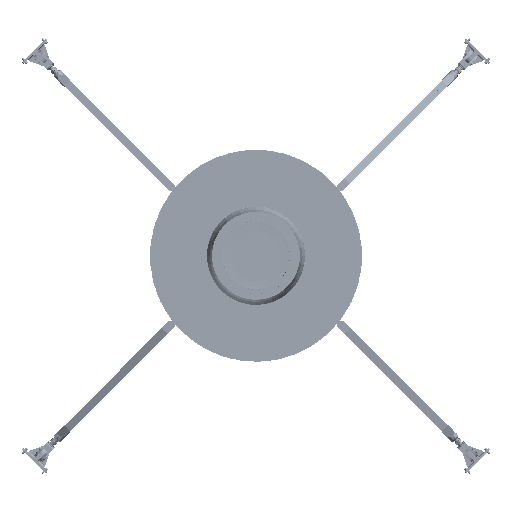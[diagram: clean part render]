
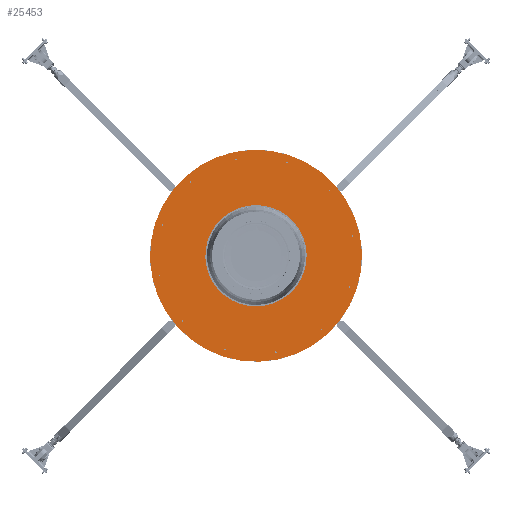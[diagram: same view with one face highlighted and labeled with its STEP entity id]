
A CAD part, top view. The second image highlights one B-rep face of the part: STEP entity #25453.
In plain terms, the highlighted planar face has unit normal (0, 0, 1).
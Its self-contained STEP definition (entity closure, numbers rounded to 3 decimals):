
#3561=FACE_BOUND('',#9344,.T.);
#3562=FACE_BOUND('',#9345,.T.);
#3563=FACE_BOUND('',#9346,.T.);
#3564=FACE_BOUND('',#9347,.T.);
#3565=FACE_BOUND('',#9348,.T.);
#3566=FACE_BOUND('',#9349,.T.);
#3567=FACE_BOUND('',#9350,.T.);
#3568=FACE_BOUND('',#9351,.T.);
#3569=FACE_BOUND('',#9352,.T.);
#3570=FACE_BOUND('',#9353,.T.);
#3571=FACE_BOUND('',#9354,.T.);
#3572=FACE_BOUND('',#9355,.T.);
#3573=FACE_BOUND('',#9356,.T.);
#4547=CIRCLE('',#28092,437.5);
#4548=CIRCLE('',#28093,437.5);
#4568=CIRCLE('',#28123,7.);
#4570=CIRCLE('',#28126,7.);
#4572=CIRCLE('',#28129,7.);
#4574=CIRCLE('',#28132,7.);
#4576=CIRCLE('',#28135,7.);
#4578=CIRCLE('',#28138,7.);
#4580=CIRCLE('',#28141,7.);
#4582=CIRCLE('',#28144,7.);
#4584=CIRCLE('',#28147,7.);
#4586=CIRCLE('',#28150,7.);
#4588=CIRCLE('',#28153,7.);
#4590=CIRCLE('',#28156,7.);
#4595=CIRCLE('',#28165,915.);
#6658=FACE_OUTER_BOUND('',#9343,.T.);
#9343=EDGE_LOOP('',(#23430));
#9344=EDGE_LOOP('',(#23431,#23432));
#9345=EDGE_LOOP('',(#23433));
#9346=EDGE_LOOP('',(#23434));
#9347=EDGE_LOOP('',(#23435));
#9348=EDGE_LOOP('',(#23436));
#9349=EDGE_LOOP('',(#23437));
#9350=EDGE_LOOP('',(#23438));
#9351=EDGE_LOOP('',(#23439));
#9352=EDGE_LOOP('',(#23440));
#9353=EDGE_LOOP('',(#23441));
#9354=EDGE_LOOP('',(#23442));
#9355=EDGE_LOOP('',(#23443));
#9356=EDGE_LOOP('',(#23444));
#14342=VERTEX_POINT('',#65559);
#14343=VERTEX_POINT('',#65560);
#14363=VERTEX_POINT('',#65611);
#14365=VERTEX_POINT('',#65616);
#14367=VERTEX_POINT('',#65621);
#14369=VERTEX_POINT('',#65626);
#14371=VERTEX_POINT('',#65631);
#14373=VERTEX_POINT('',#65636);
#14375=VERTEX_POINT('',#65641);
#14377=VERTEX_POINT('',#65646);
#14379=VERTEX_POINT('',#65651);
#14381=VERTEX_POINT('',#65656);
#14383=VERTEX_POINT('',#65661);
#14385=VERTEX_POINT('',#65666);
#14390=VERTEX_POINT('',#65680);
#17366=EDGE_CURVE('',#14342,#14343,#4547,.T.);
#17367=EDGE_CURVE('',#14343,#14342,#4548,.T.);
#17387=EDGE_CURVE('',#14363,#14363,#4568,.T.);
#17389=EDGE_CURVE('',#14365,#14365,#4570,.T.);
#17391=EDGE_CURVE('',#14367,#14367,#4572,.T.);
#17393=EDGE_CURVE('',#14369,#14369,#4574,.T.);
#17395=EDGE_CURVE('',#14371,#14371,#4576,.T.);
#17397=EDGE_CURVE('',#14373,#14373,#4578,.T.);
#17399=EDGE_CURVE('',#14375,#14375,#4580,.T.);
#17401=EDGE_CURVE('',#14377,#14377,#4582,.T.);
#17403=EDGE_CURVE('',#14379,#14379,#4584,.T.);
#17405=EDGE_CURVE('',#14381,#14381,#4586,.T.);
#17407=EDGE_CURVE('',#14383,#14383,#4588,.T.);
#17409=EDGE_CURVE('',#14385,#14385,#4590,.T.);
#17414=EDGE_CURVE('',#14390,#14390,#4595,.T.);
#23430=ORIENTED_EDGE('',*,*,#17414,.T.);
#23431=ORIENTED_EDGE('',*,*,#17367,.T.);
#23432=ORIENTED_EDGE('',*,*,#17366,.T.);
#23433=ORIENTED_EDGE('',*,*,#17387,.T.);
#23434=ORIENTED_EDGE('',*,*,#17389,.T.);
#23435=ORIENTED_EDGE('',*,*,#17391,.T.);
#23436=ORIENTED_EDGE('',*,*,#17393,.T.);
#23437=ORIENTED_EDGE('',*,*,#17395,.T.);
#23438=ORIENTED_EDGE('',*,*,#17397,.T.);
#23439=ORIENTED_EDGE('',*,*,#17399,.T.);
#23440=ORIENTED_EDGE('',*,*,#17401,.T.);
#23441=ORIENTED_EDGE('',*,*,#17403,.T.);
#23442=ORIENTED_EDGE('',*,*,#17405,.T.);
#23443=ORIENTED_EDGE('',*,*,#17407,.T.);
#23444=ORIENTED_EDGE('',*,*,#17409,.T.);
#24030=PLANE('',#28166);
#25453=ADVANCED_FACE('',(#6658,#3561,#3562,#3563,#3564,#3565,#3566,#3567,
#3568,#3569,#3570,#3571,#3572,#3573),#24030,.T.);
#28092=AXIS2_PLACEMENT_3D('',#65561,#34673,#34674);
#28093=AXIS2_PLACEMENT_3D('',#65562,#34675,#34676);
#28123=AXIS2_PLACEMENT_3D('',#65612,#34735,#34736);
#28126=AXIS2_PLACEMENT_3D('',#65617,#34741,#34742);
#28129=AXIS2_PLACEMENT_3D('',#65622,#34747,#34748);
#28132=AXIS2_PLACEMENT_3D('',#65627,#34753,#34754);
#28135=AXIS2_PLACEMENT_3D('',#65632,#34759,#34760);
#28138=AXIS2_PLACEMENT_3D('',#65637,#34765,#34766);
#28141=AXIS2_PLACEMENT_3D('',#65642,#34771,#34772);
#28144=AXIS2_PLACEMENT_3D('',#65647,#34777,#34778);
#28147=AXIS2_PLACEMENT_3D('',#65652,#34783,#34784);
#28150=AXIS2_PLACEMENT_3D('',#65657,#34789,#34790);
#28153=AXIS2_PLACEMENT_3D('',#65662,#34795,#34796);
#28156=AXIS2_PLACEMENT_3D('',#65667,#34801,#34802);
#28165=AXIS2_PLACEMENT_3D('',#65681,#34819,#34820);
#28166=AXIS2_PLACEMENT_3D('',#65682,#34821,#34822);
#34673=DIRECTION('center_axis',(0.,0.,-1.));
#34674=DIRECTION('ref_axis',(1.,0.,0.));
#34675=DIRECTION('center_axis',(0.,0.,-1.));
#34676=DIRECTION('ref_axis',(1.,0.,0.));
#34735=DIRECTION('center_axis',(0.,0.,-1.));
#34736=DIRECTION('ref_axis',(-1.,0.,0.));
#34741=DIRECTION('center_axis',(0.,0.,-1.));
#34742=DIRECTION('ref_axis',(-1.,0.,0.));
#34747=DIRECTION('center_axis',(0.,0.,-1.));
#34748=DIRECTION('ref_axis',(-1.,0.,0.));
#34753=DIRECTION('center_axis',(0.,0.,-1.));
#34754=DIRECTION('ref_axis',(-1.,0.,0.));
#34759=DIRECTION('center_axis',(0.,0.,-1.));
#34760=DIRECTION('ref_axis',(-1.,0.,0.));
#34765=DIRECTION('center_axis',(0.,0.,-1.));
#34766=DIRECTION('ref_axis',(-1.,0.,0.));
#34771=DIRECTION('center_axis',(0.,0.,-1.));
#34772=DIRECTION('ref_axis',(-1.,0.,0.));
#34777=DIRECTION('center_axis',(0.,0.,-1.));
#34778=DIRECTION('ref_axis',(-1.,0.,0.));
#34783=DIRECTION('center_axis',(0.,0.,-1.));
#34784=DIRECTION('ref_axis',(-1.,0.,0.));
#34789=DIRECTION('center_axis',(0.,0.,-1.));
#34790=DIRECTION('ref_axis',(-1.,0.,0.));
#34795=DIRECTION('center_axis',(0.,0.,-1.));
#34796=DIRECTION('ref_axis',(-1.,0.,0.));
#34801=DIRECTION('center_axis',(0.,0.,-1.));
#34802=DIRECTION('ref_axis',(-1.,0.,0.));
#34819=DIRECTION('center_axis',(0.,0.,1.));
#34820=DIRECTION('ref_axis',(1.,0.,0.));
#34821=DIRECTION('center_axis',(0.,0.,1.));
#34822=DIRECTION('ref_axis',(1.,0.,0.));
#65559=CARTESIAN_POINT('',(-437.5,0.,402.));
#65560=CARTESIAN_POINT('',(0.,437.5,402.));
#65561=CARTESIAN_POINT('Origin',(0.,0.,402.));
#65562=CARTESIAN_POINT('Origin',(0.,0.,402.));
#65611=CARTESIAN_POINT('',(743.122,425.,402.));
#65612=CARTESIAN_POINT('Origin',(736.122,425.,402.));
#65616=CARTESIAN_POINT('',(743.122,-425.,402.));
#65617=CARTESIAN_POINT('Origin',(736.122,-425.,402.));
#65621=CARTESIAN_POINT('',(7.,-850.,402.));
#65622=CARTESIAN_POINT('Origin',(0.,-850.,402.));
#65626=CARTESIAN_POINT('',(-729.122,-425.,402.));
#65627=CARTESIAN_POINT('Origin',(-736.122,-425.,402.));
#65631=CARTESIAN_POINT('',(-729.122,425.,402.));
#65632=CARTESIAN_POINT('Origin',(-736.122,425.,402.));
#65636=CARTESIAN_POINT('',(7.,850.,402.));
#65637=CARTESIAN_POINT('Origin',(0.,850.,402.));
#65641=CARTESIAN_POINT('',(-418.,736.122,402.));
#65642=CARTESIAN_POINT('Origin',(-425.,736.122,402.));
#65646=CARTESIAN_POINT('',(-843.,0.,402.));
#65647=CARTESIAN_POINT('Origin',(-850.,0.,402.));
#65651=CARTESIAN_POINT('',(-418.,-736.122,402.));
#65652=CARTESIAN_POINT('Origin',(-425.,-736.122,402.));
#65656=CARTESIAN_POINT('',(432.,-736.122,402.));
#65657=CARTESIAN_POINT('Origin',(425.,-736.122,402.));
#65661=CARTESIAN_POINT('',(857.,0.,402.));
#65662=CARTESIAN_POINT('Origin',(850.,0.,402.));
#65666=CARTESIAN_POINT('',(432.,736.122,402.));
#65667=CARTESIAN_POINT('Origin',(425.,736.122,402.));
#65680=CARTESIAN_POINT('',(-915.,0.,402.));
#65681=CARTESIAN_POINT('Origin',(0.,0.,402.));
#65682=CARTESIAN_POINT('Origin',(0.,0.,402.));
